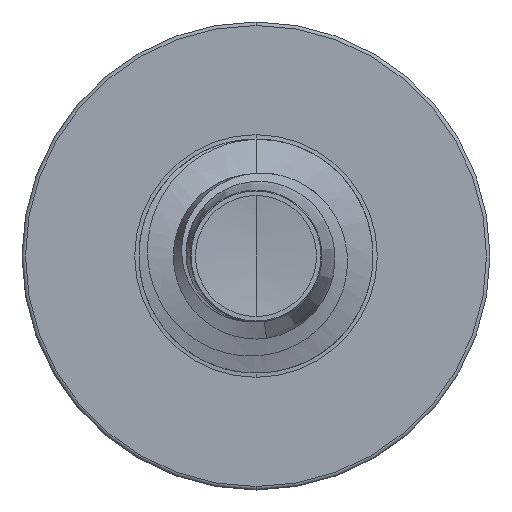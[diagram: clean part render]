
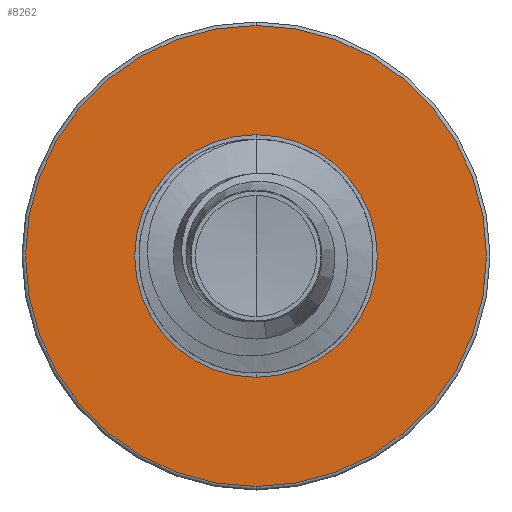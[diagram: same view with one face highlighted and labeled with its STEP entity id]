
A CAD part, front view. The second image highlights one B-rep face of the part: STEP entity #8262.
In plain terms, the highlighted planar face has unit normal (0, -1, 0).
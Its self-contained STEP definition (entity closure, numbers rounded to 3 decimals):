
#117 = AXIS2_PLACEMENT_3D ( 'NONE', #10184, #10176, #10153 ) ;
#408 = VERTEX_POINT ( 'NONE', #11413 ) ;
#578 = AXIS2_PLACEMENT_3D ( 'NONE', #12293, #12233, #12178 ) ;
#609 = AXIS2_PLACEMENT_3D ( 'NONE', #12387, #11798, #12151 ) ;
#639 = AXIS2_PLACEMENT_3D ( 'NONE', #713, #693, #679 ) ;
#679 = DIRECTION ( 'NONE',  ( 0., 0., 1. ) ) ;
#693 = DIRECTION ( 'NONE',  ( 0., 1., 0. ) ) ;
#713 = CARTESIAN_POINT ( 'NONE',  ( 0., 5., 0. ) ) ;
#2223 = AXIS2_PLACEMENT_3D ( 'NONE', #2564, #2642, #2469 ) ;
#2469 = DIRECTION ( 'NONE',  ( 0., 0., 1. ) ) ;
#2488 = VERTEX_POINT ( 'NONE', #3467 ) ;
#2508 = PLANE ( 'NONE',  #2223 ) ;
#2564 = CARTESIAN_POINT ( 'NONE',  ( 0., 5., -1.296 ) ) ;
#2642 = DIRECTION ( 'NONE',  ( 0., 1., 0. ) ) ;
#3467 = CARTESIAN_POINT ( 'NONE',  ( 0., 5., -2.462 ) ) ;
#4883 = CARTESIAN_POINT ( 'NONE',  ( 0., 5., 2.463 ) ) ;
#4981 = CARTESIAN_POINT ( 'NONE',  ( 0., 5., -1.296 ) ) ;
#4993 = EDGE_LOOP ( 'NONE', ( #8012, #12389 ) ) ;
#5437 = ORIENTED_EDGE ( 'NONE', *, *, #11552, .T. ) ;
#7548 = VERTEX_POINT ( 'NONE', #4883 ) ;
#8012 = ORIENTED_EDGE ( 'NONE', *, *, #12279, .F. ) ;
#8262 = ADVANCED_FACE ( 'NONE', ( #11965, #9942 ), #2508, .F. ) ;
#8352 = ORIENTED_EDGE ( 'NONE', *, *, #11531, .T. ) ;
#9069 = CIRCLE ( 'NONE', #609, 1.296 ) ;
#9366 = CIRCLE ( 'NONE', #639, 1.296 ) ;
#9942 = FACE_BOUND ( 'NONE', #11329, .T. ) ;
#10153 = DIRECTION ( 'NONE',  ( 0., 0., 1. ) ) ;
#10176 = DIRECTION ( 'NONE',  ( 0., 1., 0. ) ) ;
#10184 = CARTESIAN_POINT ( 'NONE',  ( 0., 5., 0. ) ) ;
#11329 = EDGE_LOOP ( 'NONE', ( #5437, #8352 ) ) ;
#11413 = CARTESIAN_POINT ( 'NONE',  ( 0., 5., 1.296 ) ) ;
#11423 = VERTEX_POINT ( 'NONE', #4981 ) ;
#11531 = EDGE_CURVE ( 'NONE', #11423, #408, #9366, .T. ) ;
#11552 = EDGE_CURVE ( 'NONE', #408, #11423, #9069, .T. ) ;
#11564 = EDGE_CURVE ( 'NONE', #2488, #7548, #11642, .T. ) ;
#11642 = CIRCLE ( 'NONE', #578, 2.463 ) ;
#11798 = DIRECTION ( 'NONE',  ( 0., 1., 0. ) ) ;
#11965 = FACE_OUTER_BOUND ( 'NONE', #4993, .T. ) ;
#12151 = DIRECTION ( 'NONE',  ( 0., 0., 1. ) ) ;
#12178 = DIRECTION ( 'NONE',  ( 0., 0., 1. ) ) ;
#12233 = DIRECTION ( 'NONE',  ( 0., 1., 0. ) ) ;
#12279 = EDGE_CURVE ( 'NONE', #7548, #2488, #12761, .T. ) ;
#12293 = CARTESIAN_POINT ( 'NONE',  ( 0., 5., 0. ) ) ;
#12387 = CARTESIAN_POINT ( 'NONE',  ( 0., 5., 0. ) ) ;
#12389 = ORIENTED_EDGE ( 'NONE', *, *, #11564, .F. ) ;
#12761 = CIRCLE ( 'NONE', #117, 2.463 ) ;
